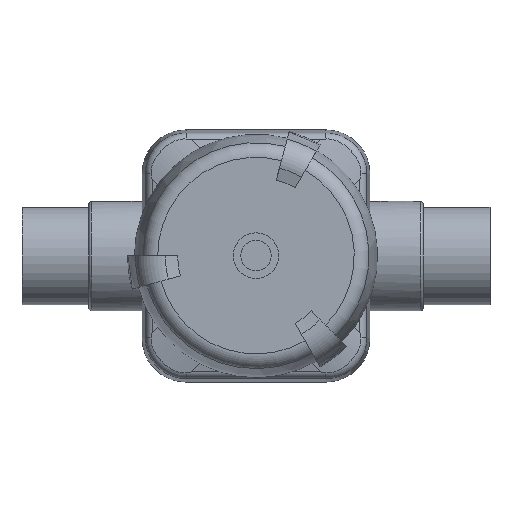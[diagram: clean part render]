
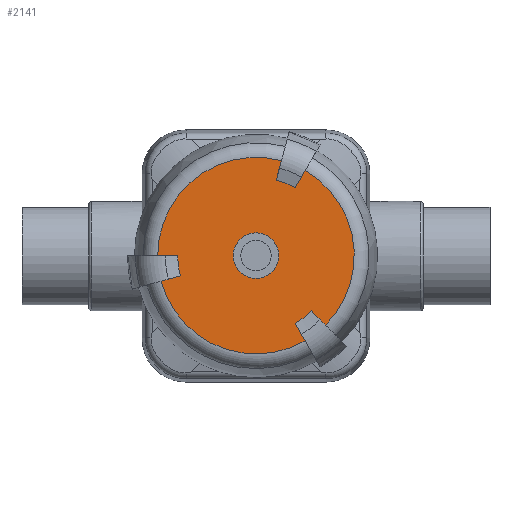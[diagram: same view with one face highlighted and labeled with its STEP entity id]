
A CAD part, top view. The second image highlights one B-rep face of the part: STEP entity #2141.
In plain terms, the highlighted planar face has unit normal (0, 0, 1).
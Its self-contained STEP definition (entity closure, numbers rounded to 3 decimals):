
#143=FACE_BOUND($,#402,.T.);
#248=FACE_OUTER_BOUND($,#401,.T.);
#401=EDGE_LOOP($,(#1717,#1718,#1719,#1720,#1721,#1722,#1723,#1724,#1725,
#1726,#1727,#1728));
#402=EDGE_LOOP($,(#1729));
#551=LINE($,#3745,#677);
#552=LINE($,#3748,#678);
#553=LINE($,#3758,#679);
#554=LINE($,#3762,#680);
#555=LINE($,#3766,#681);
#556=LINE($,#3770,#682);
#677=VECTOR($,#2889,6.594);
#678=VECTOR($,#2892,6.594);
#679=VECTOR($,#2903,6.594);
#680=VECTOR($,#2906,6.594);
#681=VECTOR($,#2909,6.594);
#682=VECTOR($,#2912,6.594);
#759=CIRCLE($,#2331,7.5);
#772=CIRCLE($,#2349,25.748);
#784=CIRCLE($,#2365,32.343);
#785=CIRCLE($,#2366,25.748);
#786=CIRCLE($,#2367,32.343);
#787=CIRCLE($,#2368,25.748);
#788=CIRCLE($,#2369,32.343);
#961=VERTEX_POINT($,#3673);
#980=VERTEX_POINT($,#3716);
#981=VERTEX_POINT($,#3718);
#986=VERTEX_POINT($,#3743);
#987=VERTEX_POINT($,#3747);
#990=VERTEX_POINT($,#3755);
#991=VERTEX_POINT($,#3757);
#992=VERTEX_POINT($,#3759);
#993=VERTEX_POINT($,#3761);
#994=VERTEX_POINT($,#3763);
#995=VERTEX_POINT($,#3765);
#996=VERTEX_POINT($,#3767);
#997=VERTEX_POINT($,#3769);
#1214=EDGE_CURVE($,#961,#961,#759,.T.);
#1234=EDGE_CURVE($,#981,#980,#772,.T.);
#1244=EDGE_CURVE($,#980,#986,#551,.T.);
#1245=EDGE_CURVE($,#987,#981,#552,.T.);
#1249=EDGE_CURVE($,#990,#986,#784,.T.);
#1250=EDGE_CURVE($,#990,#991,#553,.T.);
#1251=EDGE_CURVE($,#991,#992,#785,.T.);
#1252=EDGE_CURVE($,#992,#993,#554,.T.);
#1253=EDGE_CURVE($,#994,#993,#786,.T.);
#1254=EDGE_CURVE($,#994,#995,#555,.T.);
#1255=EDGE_CURVE($,#995,#996,#787,.T.);
#1256=EDGE_CURVE($,#996,#997,#556,.T.);
#1257=EDGE_CURVE($,#987,#997,#788,.T.);
#1717=ORIENTED_EDGE($,*,*,#1245,.T.);
#1718=ORIENTED_EDGE($,*,*,#1234,.T.);
#1719=ORIENTED_EDGE($,*,*,#1244,.T.);
#1720=ORIENTED_EDGE($,*,*,#1249,.F.);
#1721=ORIENTED_EDGE($,*,*,#1250,.T.);
#1722=ORIENTED_EDGE($,*,*,#1251,.T.);
#1723=ORIENTED_EDGE($,*,*,#1252,.T.);
#1724=ORIENTED_EDGE($,*,*,#1253,.F.);
#1725=ORIENTED_EDGE($,*,*,#1254,.T.);
#1726=ORIENTED_EDGE($,*,*,#1255,.T.);
#1727=ORIENTED_EDGE($,*,*,#1256,.T.);
#1728=ORIENTED_EDGE($,*,*,#1257,.F.);
#1729=ORIENTED_EDGE($,*,*,#1214,.T.);
#2055=PLANE($,#2364);
#2141=ADVANCED_FACE($,(#248,#143),#2055,.T.);
#2331=AXIS2_PLACEMENT_3D($,#3674,#2823,#2824);
#2349=AXIS2_PLACEMENT_3D($,#3719,#2866,#2867);
#2364=AXIS2_PLACEMENT_3D($,#3754,#2899,#2900);
#2365=AXIS2_PLACEMENT_3D($,#3756,#2901,#2902);
#2366=AXIS2_PLACEMENT_3D($,#3760,#2904,#2905);
#2367=AXIS2_PLACEMENT_3D($,#3764,#2907,#2908);
#2368=AXIS2_PLACEMENT_3D($,#3768,#2910,#2911);
#2369=AXIS2_PLACEMENT_3D($,#3771,#2913,#2914);
#2823=DIRECTION('center_axis',(0.,0.,-1.));
#2824=DIRECTION('ref_axis',(1.,0.,0.));
#2866=DIRECTION('center_axis',(0.,0.,1.));
#2867=DIRECTION('ref_axis',(-0.5,0.866,0.));
#2889=DIRECTION($,(-0.707,0.707,0.));
#2892=DIRECTION($,(0.5,-0.866,0.));
#2899=DIRECTION('center_axis',(0.,0.,1.));
#2900=DIRECTION('ref_axis',(0.,-1.,0.));
#2901=DIRECTION('center_axis',(0.,0.,-1.));
#2902=DIRECTION('ref_axis',(1.,0.,0.));
#2903=DIRECTION($,(0.5,0.866,0.));
#2904=DIRECTION('center_axis',(0.,0.,1.));
#2905=DIRECTION('ref_axis',(-0.5,-0.866,0.));
#2906=DIRECTION($,(-0.259,-0.966,0.));
#2907=DIRECTION('center_axis',(0.,0.,-1.));
#2908=DIRECTION('ref_axis',(1.,0.,0.));
#2909=DIRECTION($,(-1.,0.,0.));
#2910=DIRECTION('center_axis',(0.,0.,1.));
#2911=DIRECTION('ref_axis',(1.,0.,0.));
#2912=DIRECTION($,(0.966,0.259,0.));
#2913=DIRECTION('center_axis',(0.,0.,-1.));
#2914=DIRECTION('ref_axis',(1.,0.,0.));
#3673=CARTESIAN_POINT('',(-7.5,0.,89.));
#3674=CARTESIAN_POINT('Origin',(0.,0.,89.));
#3716=CARTESIAN_POINT('',(-18.207,18.207,89.));
#3718=CARTESIAN_POINT('',(-12.874,22.298,89.));
#3719=CARTESIAN_POINT('Origin',(0.,0.,89.));
#3743=CARTESIAN_POINT('',(-22.87,22.87,89.));
#3745=CARTESIAN_POINT($,(-18.207,18.207,89.));
#3747=CARTESIAN_POINT('',(-16.171,28.009,89.));
#3748=CARTESIAN_POINT($,(-16.171,28.009,89.));
#3754=CARTESIAN_POINT('Origin',(19.921,0.,89.));
#3755=CARTESIAN_POINT('',(-16.171,-28.009,89.));
#3756=CARTESIAN_POINT('Origin',(0.,0.,89.));
#3757=CARTESIAN_POINT('',(-12.874,-22.298,89.));
#3758=CARTESIAN_POINT($,(-16.171,-28.009,89.));
#3759=CARTESIAN_POINT('',(-6.664,-24.871,89.));
#3760=CARTESIAN_POINT('Origin',(0.,0.,89.));
#3761=CARTESIAN_POINT('',(-8.371,-31.241,89.));
#3762=CARTESIAN_POINT($,(-6.664,-24.871,89.));
#3763=CARTESIAN_POINT('',(32.343,0.,89.));
#3764=CARTESIAN_POINT('Origin',(0.,0.,89.));
#3765=CARTESIAN_POINT('',(25.748,0.,89.));
#3766=CARTESIAN_POINT($,(32.343,0.,89.));
#3767=CARTESIAN_POINT('',(24.871,6.664,89.));
#3768=CARTESIAN_POINT('Origin',(0.,0.,89.));
#3769=CARTESIAN_POINT('',(31.241,8.371,89.));
#3770=CARTESIAN_POINT($,(24.871,6.664,89.));
#3771=CARTESIAN_POINT('Origin',(0.,0.,89.));
